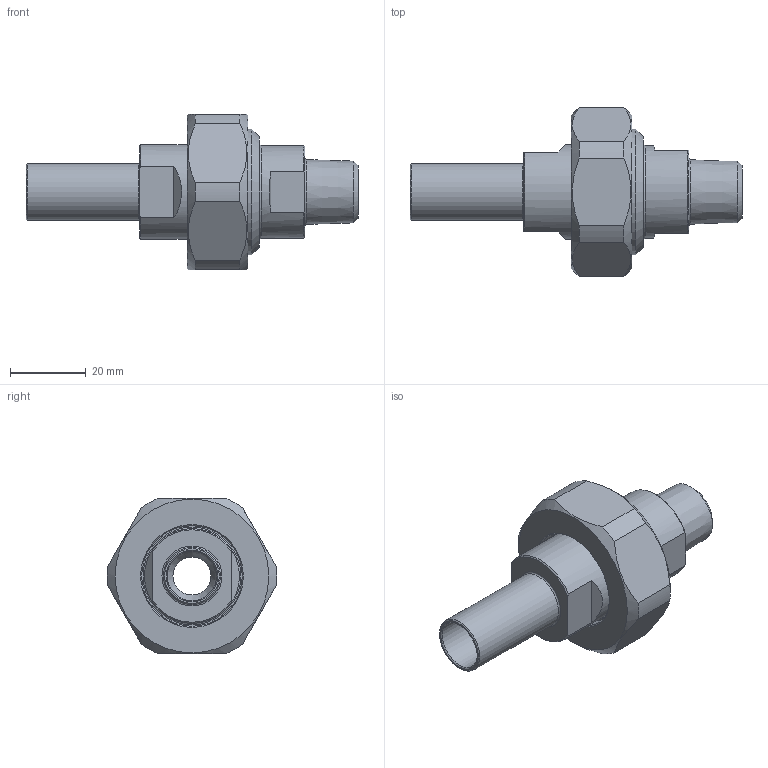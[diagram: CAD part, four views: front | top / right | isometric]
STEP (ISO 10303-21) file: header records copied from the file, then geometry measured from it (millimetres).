
FILE_DESCRIPTION(/* description */ (''),/* implementation_level */ '2;1');
FILE_NAME(/* name */ '3D_R666-PE-UG-15-DN25-DN10_171130952.stp',/* time_stamp */ '2021-07-16T10:53:12+02:00',/* author */ ('cad'),/* organization */ (''),/* preprocessor_version */ 'ST-DEVELOPER v18.1',/* originating_system */ 'Autodesk Inventor 2022',/* authorisation */ '');
FILE_SCHEMA (('AUTOMOTIVE_DESIGN { 1 0 10303 214 3 1 1 }'));
Length unit declared in the file: millimetre
Products named in the file (4): 3D_R666-PE-UG-15-DN25-DN10_171130952; 3D_R666-M-DN25_17113930; 3D_R666-UG-DN10-DN25_17113625; 3D_R666-PE-15-DN25_17113470
Assembly tree (3 placements, depth 2):
  3D_R666-PE-UG-15-DN25-DN10_171130952
    3D_R666-M-DN25_17113930
    3D_R666-UG-DN10-DN25_17113625
    3D_R666-PE-15-DN25_17113470
Bounding box: 87.5 x 44.68 x 41 mm (x, y, z)
Volume: 34215.9 mm3; surface area: 16146.9 mm2
Topology: 3 solids, 3 shells, 65 faces, 158 edges, 104 vertices
Faces by surface type: plane 25, cone 20, cylinder 15, torus 5
Full cylindrical faces by diameter (mm): 10 x1, 13 x1, 15 x1, 24.5 x1, 25 x1, 26.5 x1, 29.5 x1, 30.291 x1, 33.1 x1
Entity records: 2080 total; most frequent: CARTESIAN_POINT 374, DIRECTION 367, ORIENTED_EDGE 316, EDGE_CURVE 158, AXIS2_PLACEMENT_3D 157, VERTEX_POINT 104, CIRCLE 81, EDGE_LOOP 76
